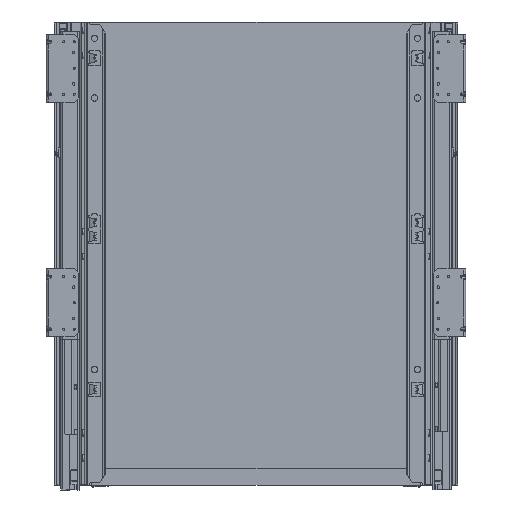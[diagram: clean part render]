
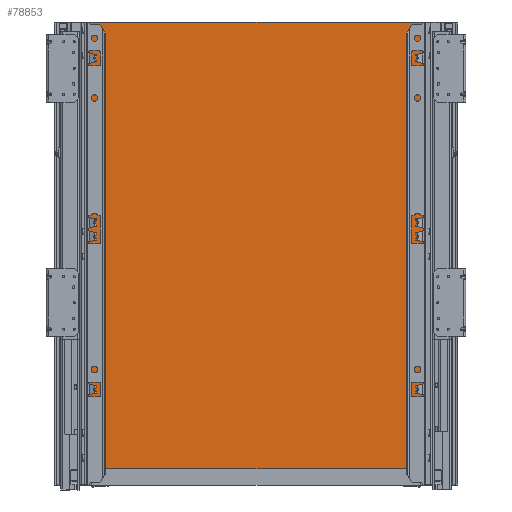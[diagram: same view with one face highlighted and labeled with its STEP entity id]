
A CAD part, front view. The second image highlights one B-rep face of the part: STEP entity #78853.
In plain terms, the highlighted face is planar.
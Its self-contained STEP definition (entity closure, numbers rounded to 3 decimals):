
#4440=PLANE('',#86779);
#8625=FACE_OUTER_BOUND('',#13275,.T.);
#13275=EDGE_LOOP('',(#71718,#71719,#71720,#71721));
#20936=LINE('',#156329,#28614);
#20940=LINE('',#156337,#28618);
#20943=LINE('',#156343,#28621);
#20946=LINE('',#156348,#28624);
#28614=VECTOR('',#108573,10.);
#28618=VECTOR('',#108579,10.);
#28621=VECTOR('',#108584,10.);
#28624=VECTOR('',#108589,10.);
#38388=VERTEX_POINT('',#156327);
#38389=VERTEX_POINT('',#156328);
#38392=VERTEX_POINT('',#156336);
#38394=VERTEX_POINT('',#156342);
#49494=EDGE_CURVE('',#38388,#38389,#20936,.T.);
#49498=EDGE_CURVE('',#38392,#38388,#20940,.T.);
#49501=EDGE_CURVE('',#38394,#38392,#20943,.T.);
#49504=EDGE_CURVE('',#38389,#38394,#20946,.T.);
#71718=ORIENTED_EDGE('',*,*,#49504,.F.);
#71719=ORIENTED_EDGE('',*,*,#49494,.F.);
#71720=ORIENTED_EDGE('',*,*,#49498,.F.);
#71721=ORIENTED_EDGE('',*,*,#49501,.F.);
#78853=ADVANCED_FACE('',(#8625),#4440,.F.);
#86779=AXIS2_PLACEMENT_3D('',#156351,#108593,#108594);
#108573=DIRECTION('',(-1.,0.,0.));
#108579=DIRECTION('',(0.,1.,0.));
#108584=DIRECTION('',(1.,0.,0.));
#108589=DIRECTION('',(0.,-1.,0.));
#108593=DIRECTION('center_axis',(0.,0.,1.));
#108594=DIRECTION('ref_axis',(1.,0.,0.));
#156327=CARTESIAN_POINT('',(162.5,0.,0.));
#156328=CARTESIAN_POINT('',(-162.5,0.,0.));
#156329=CARTESIAN_POINT('',(162.5,0.,0.));
#156336=CARTESIAN_POINT('',(162.5,-426.,0.));
#156337=CARTESIAN_POINT('',(162.5,-426.,0.));
#156342=CARTESIAN_POINT('',(-162.5,-426.,0.));
#156343=CARTESIAN_POINT('',(-162.5,-426.,0.));
#156348=CARTESIAN_POINT('',(-162.5,0.,0.));
#156351=CARTESIAN_POINT('Origin',(0.,-213.,0.));
